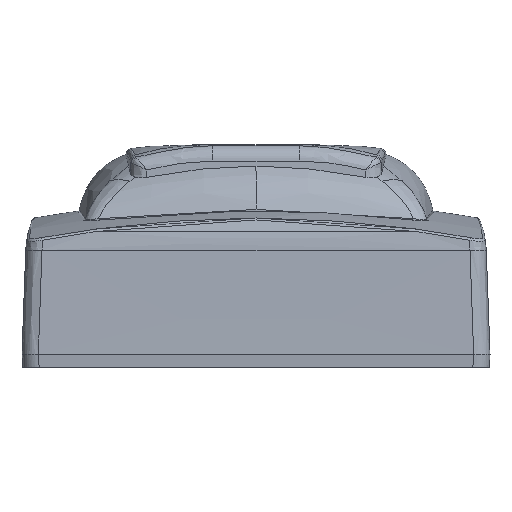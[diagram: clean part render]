
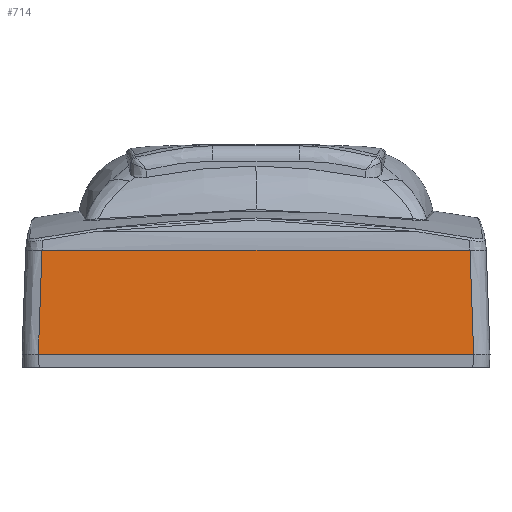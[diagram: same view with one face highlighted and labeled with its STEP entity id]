
A CAD part, left-side view. The second image highlights one B-rep face of the part: STEP entity #714.
In plain terms, the highlighted free-form (B-spline) face has degree [3, 3] with [4, 4] control points.
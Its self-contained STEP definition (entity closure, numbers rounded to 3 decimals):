
#244=CARTESIAN_POINT('Vertex',(-36.,33.484,0.)) ;
#248=CARTESIAN_POINT('Control Point',(-35.983,33.484,0.)) ;
#249=CARTESIAN_POINT('Control Point',(-35.796,33.298,5.333)) ;
#250=CARTESIAN_POINT('Control Point',(-35.61,33.112,10.667)) ;
#251=CARTESIAN_POINT('Control Point',(-35.424,32.925,16.)) ;
#252=CARTESIAN_POINT('Vertex',(-35.424,32.925,16.)) ;
#672=CARTESIAN_POINT('Control Point',(-36.,-36.,-0.5)) ;
#673=CARTESIAN_POINT('Control Point',(-35.767,-36.,6.163)) ;
#674=CARTESIAN_POINT('Control Point',(-35.535,-36.,12.825)) ;
#675=CARTESIAN_POINT('Control Point',(-35.302,-36.,19.488)) ;
#676=CARTESIAN_POINT('Control Point',(-36.,-12.,-0.5)) ;
#677=CARTESIAN_POINT('Control Point',(-35.767,-12.,6.163)) ;
#678=CARTESIAN_POINT('Control Point',(-35.535,-12.,12.825)) ;
#679=CARTESIAN_POINT('Control Point',(-35.302,-12.,19.488)) ;
#680=CARTESIAN_POINT('Control Point',(-36.,12.,-0.5)) ;
#681=CARTESIAN_POINT('Control Point',(-35.767,12.,6.163)) ;
#682=CARTESIAN_POINT('Control Point',(-35.535,12.,12.825)) ;
#683=CARTESIAN_POINT('Control Point',(-35.302,12.,19.488)) ;
#684=CARTESIAN_POINT('Control Point',(-36.,36.,-0.5)) ;
#685=CARTESIAN_POINT('Control Point',(-35.767,36.,6.163)) ;
#686=CARTESIAN_POINT('Control Point',(-35.535,36.,12.825)) ;
#687=CARTESIAN_POINT('Control Point',(-35.302,36.,19.488)) ;
#689=CARTESIAN_POINT('Control Point',(-35.424,-32.925,16.)) ;
#690=CARTESIAN_POINT('Control Point',(-35.983,-33.484,0.)) ;
#691=CARTESIAN_POINT('Vertex',(-35.424,-32.925,16.)) ;
#693=CARTESIAN_POINT('Vertex',(-36.,-33.484,0.)) ;
#697=CARTESIAN_POINT('Control Point',(-35.424,-32.925,16.)) ;
#698=CARTESIAN_POINT('Control Point',(-35.424,-10.975,16.)) ;
#699=CARTESIAN_POINT('Control Point',(-35.424,10.975,16.)) ;
#700=CARTESIAN_POINT('Control Point',(-35.424,32.925,16.)) ;
#703=CARTESIAN_POINT('Control Point',(-35.983,-33.484,0.)) ;
#704=CARTESIAN_POINT('Control Point',(-35.983,-11.161,0.)) ;
#705=CARTESIAN_POINT('Control Point',(-35.983,11.161,0.)) ;
#706=CARTESIAN_POINT('Control Point',(-35.983,33.484,0.)) ;
#709=ORIENTED_EDGE('',*,*,#695,.F.) ;
#710=ORIENTED_EDGE('',*,*,#701,.F.) ;
#711=ORIENTED_EDGE('',*,*,#254,.F.) ;
#712=ORIENTED_EDGE('',*,*,#707,.T.) ;
#714=ADVANCED_FACE('Corps de pi\X2\00E8\X0\ce.4',(#713),#671,.F.) ;
#247=B_SPLINE_CURVE_WITH_KNOTS('',3,(#248,#249,#250,#251),.UNSPECIFIED.,.F.,.U.,(4,4),(1.501,17.52),.UNSPECIFIED.) ;
#688=B_SPLINE_CURVE_WITH_KNOTS('',1,(#689,#690),.UNSPECIFIED.,.F.,.U.,(2,2),(0.,16.019),.UNSPECIFIED.) ;
#696=B_SPLINE_CURVE_WITH_KNOTS('',3,(#697,#698,#699,#700),.UNSPECIFIED.,.F.,.U.,(4,4),(3.075,68.925),.UNSPECIFIED.) ;
#702=B_SPLINE_CURVE_WITH_KNOTS('',3,(#703,#704,#705,#706),.UNSPECIFIED.,.F.,.U.,(4,4),(2.516,69.484),.UNSPECIFIED.) ;
#671=B_SPLINE_SURFACE_WITH_KNOTS('',3,3,((#672,#673,#674,#675),(#676,#677,#678,#679),(#680,#681,#682,#683),(#684,#685,#686,#687)),.UNSPECIFIED.,.F.,.F.,.U.,(4,4),(4,4),(0.,72.),(0.,20.),.UNSPECIFIED.) ;
#254=EDGE_CURVE('',#245,#253,#247,.T.) ;
#695=EDGE_CURVE('',#692,#694,#688,.T.) ;
#701=EDGE_CURVE('',#253,#692,#696,.F.) ;
#707=EDGE_CURVE('',#245,#694,#702,.F.) ;
#708=EDGE_LOOP('',(#709,#710,#711,#712)) ;
#713=FACE_OUTER_BOUND('',#708,.T.) ;
#245=VERTEX_POINT('',#244) ;
#253=VERTEX_POINT('',#252) ;
#692=VERTEX_POINT('',#691) ;
#694=VERTEX_POINT('',#693) ;
